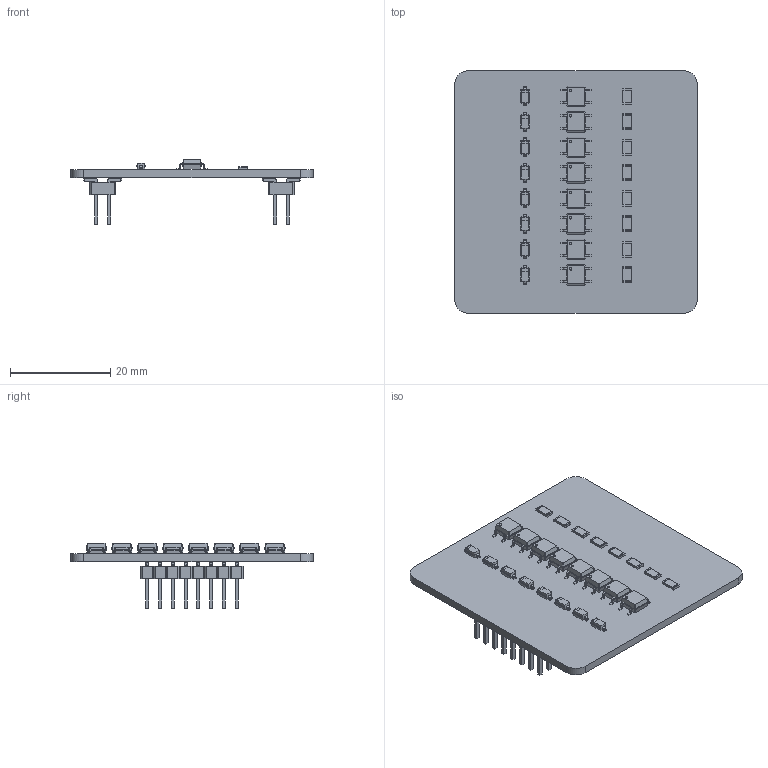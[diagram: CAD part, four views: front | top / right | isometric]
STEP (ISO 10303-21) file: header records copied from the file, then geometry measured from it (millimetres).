
FILE_DESCRIPTION(('KiCad electronic assembly'),'2;1');
FILE_NAME('PM-OC8.step','2024-05-13T22:00:12',('Pcbnew'),('Kicad'), 'Open CASCADE STEP processor 7.6','KiCad to STEP converter','Unknown' );
FILE_SCHEMA(('AUTOMOTIVE_DESIGN { 1 0 10303 214 1 1 1 1 }'));
Length unit declared in the file: millimetre
Products named in the file (10): PM-OC8 1; D_SOD-123; D_SOD_123; SOP-4_3.8x4.1mm_P2.54mm; SOP_4_38x41mm_P254mm; R_1206_3216Metric; PinHeader_2x08_P2.54mm_Vertical_SMD; PinHeader_2x08_P254mm_Vertical_SMD; PM-OC8_PCB
Assembly tree (31 placements, depth 3):
  PM-OC8 1
    D_SOD-123  x8
      D_SOD_123
    SOP-4_3.8x4.1mm_P2.54mm  x8
      SOP_4_38x41mm_P254mm
    R_1206_3216Metric  x8
      R_1206_3216Metric
    PinHeader_2x08_P2.54mm_Vertical_SMD  x2
      PinHeader_2x08_P254mm_Vertical_SMD
    PM-OC8_PCB
Bounding box: 48.26 x 48.26 x 13.1 mm (x, y, z)
Volume: 4637.2 mm3; surface area: 7131 mm2
Topology: 27 solids, 27 shells, 2298 faces, 5596 edges, 3432 vertices
Faces by surface type: plane 1566, bspline 432, cylinder 300
Full cylindrical faces by diameter (mm): 0.5 x8
Entity records: 20933 total; most frequent: CARTESIAN_POINT 3144, ORIENTED_EDGE 2842, DIRECTION 2593, EDGE_CURVE 1421, LINE 1251, VECTOR 1251, VERTEX_POINT 878, AXIS2_PLACEMENT_3D 671
